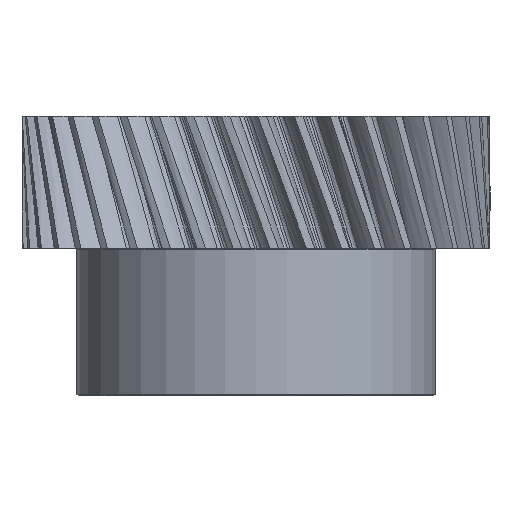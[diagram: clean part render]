
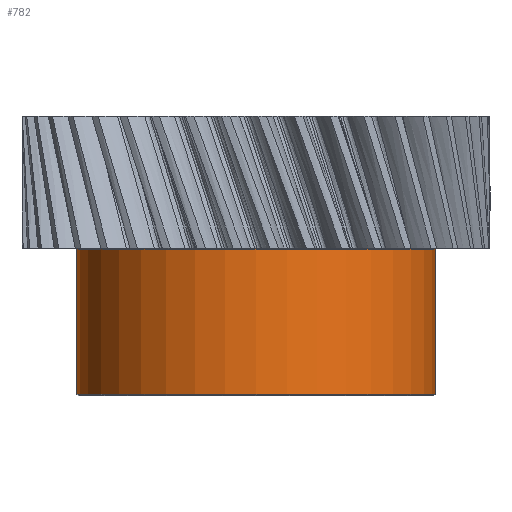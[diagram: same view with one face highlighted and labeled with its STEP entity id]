
A CAD part, front view. The second image highlights one B-rep face of the part: STEP entity #782.
In plain terms, the highlighted cylindrical face has radius 34 mm (diameter 68 mm), a partial arc.
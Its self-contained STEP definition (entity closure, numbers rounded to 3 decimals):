
#782=ADVANCED_FACE('NONE',(#1566),#1567,.T.);
#1566=FACE_OUTER_BOUND('',#15068,.T.);
#1567=CYLINDRICAL_SURFACE('',#15069,34.0);
#15068=EDGE_LOOP('',(#16972,#16973,#16974,#16975));
#15069=AXIS2_PLACEMENT_3D('',#16976,#16977,#16978);
#16972=ORIENTED_EDGE('',*,*,#17057,.F.);
#16973=ORIENTED_EDGE('',*,*,#18028,.T.);
#16974=ORIENTED_EDGE('',*,*,#17059,.T.);
#16975=ORIENTED_EDGE('',*,*,#17036,.T.);
#16976=CARTESIAN_POINT('',(0.0,0.0,-28.0));
#16977=DIRECTION('',(0.0,0.0,-1.0));
#16978=DIRECTION('',(1.0,0.0,0.0));
#17036=EDGE_CURVE('NONE',#18055,#18053,#18056,.T.);
#17057=EDGE_CURVE('NONE',#18080,#18053,#18089,.T.);
#17059=EDGE_CURVE('NONE',#18082,#18055,#18091,.T.);
#18028=EDGE_CURVE('NONE',#18080,#18082,#19540,.T.);
#18053=VERTEX_POINT('NONE',#19592);
#18055=VERTEX_POINT('NONE',#19594);
#18056=CIRCLE('',#19595,34.0);
#18080=VERTEX_POINT('NONE',#19623);
#18082=VERTEX_POINT('NONE',#19626);
#18089=LINE('',#19636,#19637);
#18091=LINE('',#19639,#19640);
#19540=CIRCLE('',#25028,34.0);
#19592=CARTESIAN_POINT('',(-34.0,0.,-0.2));
#19594=CARTESIAN_POINT('',(34.0,0.0,-0.2));
#19595=AXIS2_PLACEMENT_3D('',#25050,#25051,#25052);
#19623=CARTESIAN_POINT('',(-34.0,0.,-27.8));
#19626=CARTESIAN_POINT('',(34.0,0.0,-27.8));
#19636=CARTESIAN_POINT('',(-34.0,0.,-28.0));
#19637=VECTOR('',#25082,1000.0);
#19639=CARTESIAN_POINT('',(34.0,0.0,-28.0));
#19640=VECTOR('',#25086,1000.0);
#25028=AXIS2_PLACEMENT_3D('',#25691,#25692,#25693);
#25050=CARTESIAN_POINT('',(0.0,0.0,-0.2));
#25051=DIRECTION('',(0.0,0.0,-1.0));
#25052=DIRECTION('',(1.0,0.0,0.0));
#25082=DIRECTION('',(0.0,0.0,1.0));
#25086=DIRECTION('',(0.0,0.0,1.0));
#25691=CARTESIAN_POINT('',(0.0,0.0,-27.8));
#25692=DIRECTION('',(0.0,-0.0,1.0));
#25693=DIRECTION('',(1.0,0.0,0.0));
